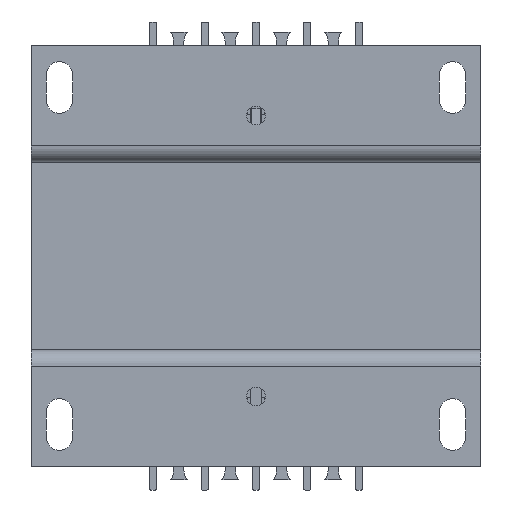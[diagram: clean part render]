
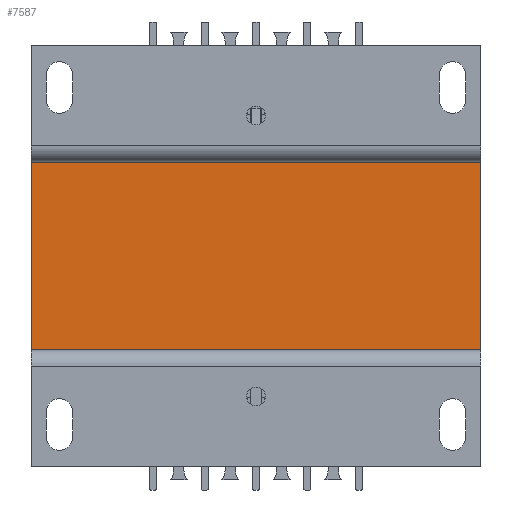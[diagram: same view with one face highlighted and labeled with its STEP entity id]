
A CAD part, front view. The second image highlights one B-rep face of the part: STEP entity #7587.
In plain terms, the highlighted planar face has unit normal (0, -1, 0).
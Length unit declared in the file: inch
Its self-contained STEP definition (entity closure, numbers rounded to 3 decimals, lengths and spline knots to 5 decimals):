
#6094 = LINE ( 'NONE', #49251, #79118 ) ;
#6724 = LINE ( 'NONE', #86343, #17573 ) ;
#7259 = CARTESIAN_POINT ( 'NONE',  ( -1.88976, -1.5748, 0.7874 ) ) ;
#7587 = ADVANCED_FACE ( 'NONE', ( #18354 ), #48871, .F. ) ;
#8891 = CARTESIAN_POINT ( 'NONE',  ( -1.88976, -1.5748, 0.7874 ) ) ;
#14359 = AXIS2_PLACEMENT_3D ( 'NONE', #8891, #58406, #109510 ) ;
#17573 = VECTOR ( 'NONE', #66843, 39.37008 ) ;
#18354 = FACE_OUTER_BOUND ( 'NONE', #65942, .T. ) ;
#20120 = DIRECTION ( 'NONE',  ( 0., 0., 1. ) ) ;
#20996 = VERTEX_POINT ( 'NONE', #81969 ) ;
#21079 = ORIENTED_EDGE ( 'NONE', *, *, #41541, .F. ) ;
#22111 = ORIENTED_EDGE ( 'NONE', *, *, #91499, .T. ) ;
#23684 = VECTOR ( 'NONE', #106174, 39.37008 ) ;
#35668 = VERTEX_POINT ( 'NONE', #77932 ) ;
#37182 = EDGE_CURVE ( 'NONE', #40223, #35668, #6724, .T. ) ;
#40223 = VERTEX_POINT ( 'NONE', #60722 ) ;
#41541 = EDGE_CURVE ( 'NONE', #61108, #20996, #55444, .T. ) ;
#48871 = PLANE ( 'NONE',  #14359 ) ;
#49251 = CARTESIAN_POINT ( 'NONE',  ( 1.88976, -1.5748, 0.7874 ) ) ;
#55099 = CARTESIAN_POINT ( 'NONE',  ( -1.88976, -1.5748, 0.7874 ) ) ;
#55444 = LINE ( 'NONE', #55099, #108177 ) ;
#58406 = DIRECTION ( 'NONE',  ( 0., 1., 0. ) ) ;
#59305 = EDGE_CURVE ( 'NONE', #35668, #20996, #6094, .T. ) ;
#60722 = CARTESIAN_POINT ( 'NONE',  ( -1.88976, -1.5748, -0.7874 ) ) ;
#61108 = VERTEX_POINT ( 'NONE', #119270 ) ;
#65942 = EDGE_LOOP ( 'NONE', ( #74958, #21079, #22111, #121799 ) ) ;
#66843 = DIRECTION ( 'NONE',  ( 1., 0., 0. ) ) ;
#74958 = ORIENTED_EDGE ( 'NONE', *, *, #59305, .T. ) ;
#76500 = LINE ( 'NONE', #7259, #23684 ) ;
#77932 = CARTESIAN_POINT ( 'NONE',  ( 1.88976, -1.5748, -0.7874 ) ) ;
#79118 = VECTOR ( 'NONE', #20120, 39.37008 ) ;
#81969 = CARTESIAN_POINT ( 'NONE',  ( 1.88976, -1.5748, 0.7874 ) ) ;
#86343 = CARTESIAN_POINT ( 'NONE',  ( -1.88976, -1.5748, -0.7874 ) ) ;
#91499 = EDGE_CURVE ( 'NONE', #61108, #40223, #76500, .T. ) ;
#106174 = DIRECTION ( 'NONE',  ( 0., 0., -1. ) ) ;
#108177 = VECTOR ( 'NONE', #124002, 39.37008 ) ;
#109510 = DIRECTION ( 'NONE',  ( 0., 0., 1. ) ) ;
#119270 = CARTESIAN_POINT ( 'NONE',  ( -1.88976, -1.5748, 0.7874 ) ) ;
#121799 = ORIENTED_EDGE ( 'NONE', *, *, #37182, .T. ) ;
#124002 = DIRECTION ( 'NONE',  ( 1., 0., 0. ) ) ;
